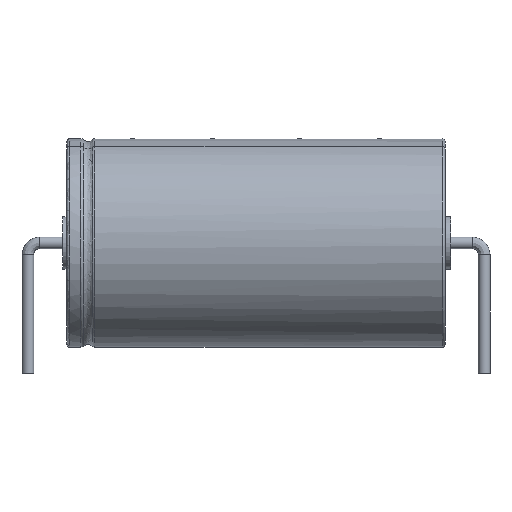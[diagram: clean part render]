
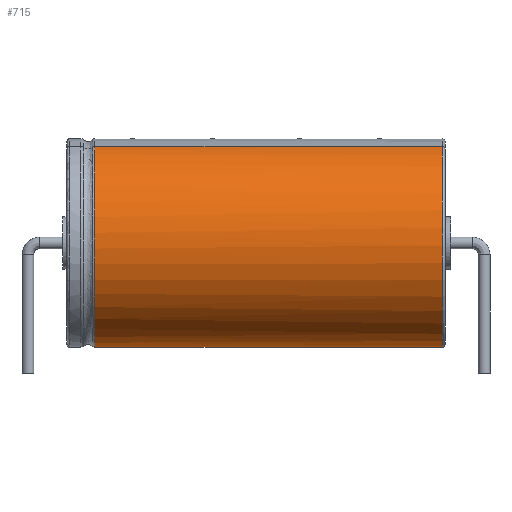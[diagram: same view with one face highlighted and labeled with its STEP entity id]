
A CAD part, front view. The second image highlights one B-rep face of the part: STEP entity #715.
In plain terms, the highlighted cylindrical face has radius 8 mm (diameter 16 mm), a partial arc.
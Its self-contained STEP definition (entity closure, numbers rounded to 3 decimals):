
#167=DIRECTION('',(-1.,0.,0.));
#181=DIRECTION('',(0.,0.383,0.924));
#287=VECTOR('',#288,1.);
#288=DIRECTION('',(1.,0.,0.));
#584=VERTEX_POINT('',#585);
#585=CARTESIAN_POINT('',(-12.365,3.061,15.391));
#593=ORIENTED_EDGE('',*,*,#594,.T.);
#594=EDGE_CURVE('',#584,#595,#597,.T.);
#595=VERTEX_POINT('',#596);
#596=CARTESIAN_POINT('',(-12.365,-3.061,15.391));
#597=B_SPLINE_CURVE_WITH_KNOTS('',12,(#598,#599,#600,#601,#602,#603,#604,#605,#606,#607,#608,#609,#610,#611,#612,#613,#614,#615,#616,#617,#618,#619,#620,#621,#622,#623,#624,#625,#626,#627,#628,#629,#630,#631,#632),.UNSPECIFIED.,.F.,.F.,(13,11,11,13),(-1.874,0.,43.982,45.856),.UNSPECIFIED.);
#598=CARTESIAN_POINT('',(-12.365,1.33,16.108));
#599=CARTESIAN_POINT('',(-12.365,1.475,16.048));
#600=CARTESIAN_POINT('',(-12.365,1.621,15.988));
#601=CARTESIAN_POINT('',(-12.365,1.765,15.928));
#602=CARTESIAN_POINT('',(-12.365,1.91,15.868));
#603=CARTESIAN_POINT('',(-12.365,2.055,15.808));
#604=CARTESIAN_POINT('',(-12.365,2.199,15.748));
#605=CARTESIAN_POINT('',(-12.365,2.343,15.689));
#606=CARTESIAN_POINT('',(-12.365,2.487,15.629));
#607=CARTESIAN_POINT('',(-12.365,2.631,15.569));
#608=CARTESIAN_POINT('',(-12.365,2.775,15.51));
#609=CARTESIAN_POINT('',(-12.365,2.918,15.45));
#610=CARTESIAN_POINT('',(-12.365,6.424,13.998));
#611=CARTESIAN_POINT('',(-12.365,9.147,10.914));
#612=CARTESIAN_POINT('',(-12.365,10.225,6.463));
#613=CARTESIAN_POINT('',(-12.365,8.822,1.689));
#614=CARTESIAN_POINT('',(-12.365,5.321,-1.865));
#615=CARTESIAN_POINT('',(-12.365,0.,-3.646));
#616=CARTESIAN_POINT('',(-12.365,-5.321,-1.865));
#617=CARTESIAN_POINT('',(-12.365,-8.822,1.689));
#618=CARTESIAN_POINT('',(-12.365,-10.225,6.463));
#619=CARTESIAN_POINT('',(-12.365,-9.147,10.914));
#620=CARTESIAN_POINT('',(-12.365,-6.424,13.998));
#621=CARTESIAN_POINT('',(-12.365,-2.918,15.45));
#622=CARTESIAN_POINT('',(-12.365,-2.775,15.51));
#623=CARTESIAN_POINT('',(-12.365,-2.631,15.569));
#624=CARTESIAN_POINT('',(-12.365,-2.487,15.629));
#625=CARTESIAN_POINT('',(-12.365,-2.343,15.689));
#626=CARTESIAN_POINT('',(-12.365,-2.199,15.748));
#627=CARTESIAN_POINT('',(-12.365,-2.055,15.808));
#628=CARTESIAN_POINT('',(-12.365,-1.91,15.868));
#629=CARTESIAN_POINT('',(-12.365,-1.765,15.928));
#630=CARTESIAN_POINT('',(-12.365,-1.621,15.988));
#631=CARTESIAN_POINT('',(-12.365,-1.475,16.048));
#632=CARTESIAN_POINT('',(-12.365,-1.33,16.108));
#715=ADVANCED_FACE('',(#716),#735,.T.);
#716=FACE_BOUND('',#717,.F.);
#717=EDGE_LOOP('',(#718,#593,#724,#730));
#718=ORIENTED_EDGE('',*,*,#719,.F.);
#719=EDGE_CURVE('',#584,#720,#722,.T.);
#720=VERTEX_POINT('',#721);
#721=CARTESIAN_POINT('',(14.3,3.061,15.391));
#722=LINE('',#723,#287);
#723=CARTESIAN_POINT('',(-12.5,3.061,15.391));
#724=ORIENTED_EDGE('',*,*,#725,.T.);
#725=EDGE_CURVE('',#595,#726,#728,.T.);
#726=VERTEX_POINT('',#727);
#727=CARTESIAN_POINT('',(14.3,-3.061,15.391));
#728=LINE('',#729,#287);
#729=CARTESIAN_POINT('',(-12.5,-3.061,15.391));
#730=ORIENTED_EDGE('',*,*,#731,.F.);
#731=EDGE_CURVE('',#720,#726,#732,.T.);
#732=CIRCLE('',#733,8.);
#733=AXIS2_PLACEMENT_3D('',#734,#167,#181);
#734=CARTESIAN_POINT('',(14.3,0.,8.));
#735=CYLINDRICAL_SURFACE('',#736,8.);
#736=AXIS2_PLACEMENT_3D('',#737,#288,#181);
#737=CARTESIAN_POINT('',(-12.5,0.,8.));
